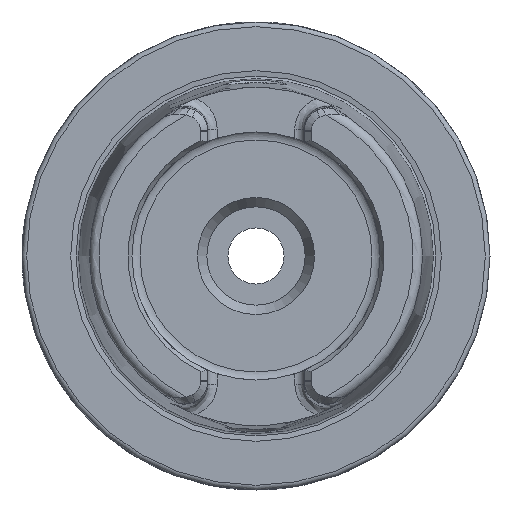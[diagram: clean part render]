
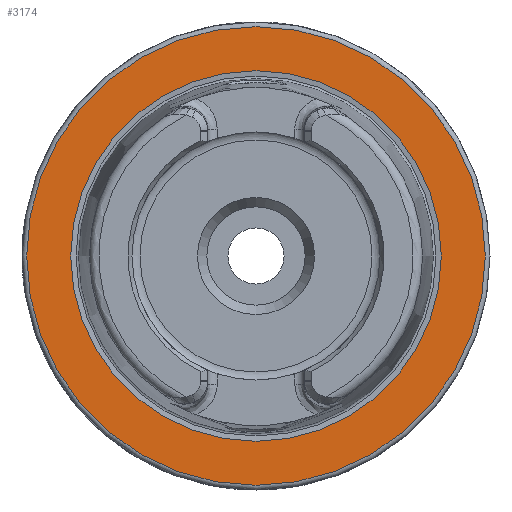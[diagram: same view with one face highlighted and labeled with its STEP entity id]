
A CAD part, left-side view. The second image highlights one B-rep face of the part: STEP entity #3174.
In plain terms, the highlighted planar face has unit normal (-1, 0, 0).
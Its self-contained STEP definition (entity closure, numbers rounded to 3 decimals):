
#115=FACE_BOUND('',#692,.T.);
#170=PLANE('',#3467);
#338=CIRCLE('',#3465,39.587);
#339=CIRCLE('',#3466,39.587);
#340=CIRCLE('',#3468,49.);
#341=CIRCLE('',#3469,49.);
#510=FACE_OUTER_BOUND('',#691,.T.);
#691=EDGE_LOOP('',(#2950,#2951));
#692=EDGE_LOOP('',(#2952,#2953));
#1501=VERTEX_POINT('',#8752);
#1502=VERTEX_POINT('',#8754);
#1503=VERTEX_POINT('',#8758);
#1504=VERTEX_POINT('',#8759);
#1988=EDGE_CURVE('',#1502,#1501,#338,.T.);
#1989=EDGE_CURVE('',#1501,#1502,#339,.T.);
#1990=EDGE_CURVE('',#1503,#1504,#340,.T.);
#1991=EDGE_CURVE('',#1504,#1503,#341,.T.);
#2950=ORIENTED_EDGE('',*,*,#1990,.F.);
#2951=ORIENTED_EDGE('',*,*,#1991,.F.);
#2952=ORIENTED_EDGE('',*,*,#1988,.T.);
#2953=ORIENTED_EDGE('',*,*,#1989,.T.);
#3174=ADVANCED_FACE('',(#510,#115),#170,.T.);
#3465=AXIS2_PLACEMENT_3D('',#8755,#4179,#4180);
#3466=AXIS2_PLACEMENT_3D('',#8756,#4181,#4182);
#3467=AXIS2_PLACEMENT_3D('',#8757,#4183,#4184);
#3468=AXIS2_PLACEMENT_3D('',#8760,#4185,#4186);
#3469=AXIS2_PLACEMENT_3D('',#8761,#4187,#4188);
#4179=DIRECTION('center_axis',(1.,0.,0.));
#4180=DIRECTION('ref_axis',(0.,0.,-1.));
#4181=DIRECTION('center_axis',(1.,0.,0.));
#4182=DIRECTION('ref_axis',(0.,0.,-1.));
#4183=DIRECTION('center_axis',(-1.,0.,0.));
#4184=DIRECTION('ref_axis',(0.,0.,1.));
#4185=DIRECTION('center_axis',(1.,0.,0.));
#4186=DIRECTION('ref_axis',(0.,0.,-1.));
#4187=DIRECTION('center_axis',(1.,0.,0.));
#4188=DIRECTION('ref_axis',(0.,0.,-1.));
#8752=CARTESIAN_POINT('',(0.,-39.587,0.));
#8754=CARTESIAN_POINT('',(0.,39.587,0.));
#8755=CARTESIAN_POINT('Origin',(0.,0.,0.));
#8756=CARTESIAN_POINT('Origin',(0.,0.,0.));
#8757=CARTESIAN_POINT('Origin',(0.,49.,
0.));
#8758=CARTESIAN_POINT('',(0.,49.,0.));
#8759=CARTESIAN_POINT('',(0.,0.,49.));
#8760=CARTESIAN_POINT('Origin',(0.,0.,0.));
#8761=CARTESIAN_POINT('Origin',(0.,0.,0.));
